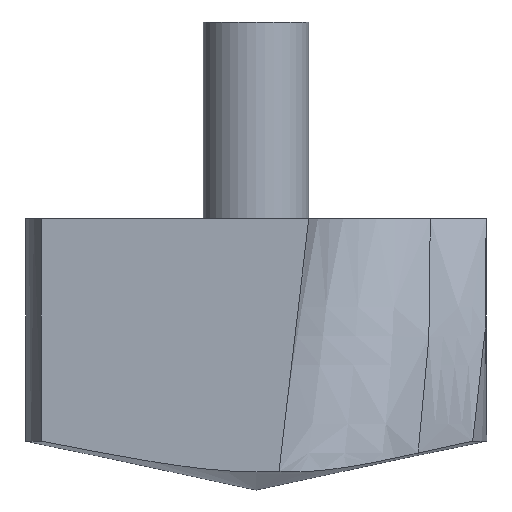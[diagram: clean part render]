
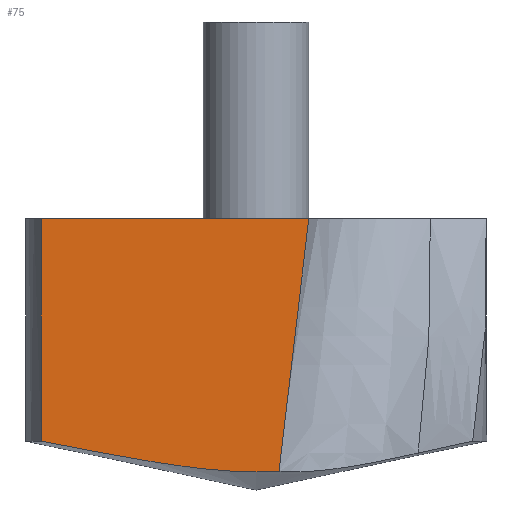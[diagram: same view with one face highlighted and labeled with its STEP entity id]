
A CAD part, front view. The second image highlights one B-rep face of the part: STEP entity #75.
In plain terms, the highlighted planar face has unit normal (0, -1, 0).
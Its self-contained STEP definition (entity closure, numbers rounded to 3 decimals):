
#49=FACE_OUTER_BOUND('',#90,.T.);
#53=PLANE('',#255);
#58=LINE('',#376,#62);
#60=LINE('',#1011,#64);
#62=VECTOR('',#276,1.);
#64=VECTOR('',#284,1.);
#75=ADVANCED_FACE('',(#49),#53,.T.);
#90=EDGE_LOOP('',(#142,#143,#144,#145));
#142=ORIENTED_EDGE('',*,*,#171,.T.);
#143=ORIENTED_EDGE('',*,*,#154,.T.);
#144=ORIENTED_EDGE('',*,*,#173,.T.);
#145=ORIENTED_EDGE('',*,*,#163,.T.);
#154=EDGE_CURVE('',#189,#188,#228,.T.);
#163=EDGE_CURVE('',#198,#197,#58,.T.);
#171=EDGE_CURVE('',#197,#189,#60,.T.);
#173=EDGE_CURVE('',#188,#198,#237,.T.);
#188=VERTEX_POINT('',#334);
#189=VERTEX_POINT('',#341);
#197=VERTEX_POINT('',#375);
#198=VERTEX_POINT('',#377);
#228=B_SPLINE_CURVE_WITH_KNOTS('',3,(#335,#336,#337,#338,#339,#340),
 .UNSPECIFIED.,.F.,.F.,(4,2,4),(0.,0.5,1.),.UNSPECIFIED.);
#237=B_SPLINE_CURVE_WITH_KNOTS('',3,(#1017,#1018,#1019,#1020),
 .UNSPECIFIED.,.F.,.F.,(4,4),(0.,1.),.UNSPECIFIED.);
#255=AXIS2_PLACEMENT_3D('',#2161,#293,#294);
#276=DIRECTION('',(-1.,0.,0.));
#284=DIRECTION('',(0.,0.,-1.));
#293=DIRECTION('',(0.,-1.,0.));
#294=DIRECTION('',(0.,0.,-1.));
#334=CARTESIAN_POINT('',(0.804,-2.985,-8.846));
#335=CARTESIAN_POINT('',(-7.53,-2.985,-7.787));
#336=CARTESIAN_POINT('',(-6.153,-2.985,-8.058));
#337=CARTESIAN_POINT('',(-4.775,-2.985,-8.325));
#338=CARTESIAN_POINT('',(-2.007,-2.985,-8.764));
#339=CARTESIAN_POINT('',(-0.599,-2.985,-8.924));
#340=CARTESIAN_POINT('',(0.804,-2.985,-8.846));
#341=CARTESIAN_POINT('',(-7.53,-2.985,-7.787));
#375=CARTESIAN_POINT('',(-7.53,-2.985,0.));
#376=CARTESIAN_POINT('',(1.85,-2.985,0.));
#377=CARTESIAN_POINT('',(1.849,-2.985,0.));
#1011=CARTESIAN_POINT('',(-7.53,-2.985,0.));
#1017=CARTESIAN_POINT('',(0.804,-2.985,-8.846));
#1018=CARTESIAN_POINT('',(1.111,-2.985,-5.893));
#1019=CARTESIAN_POINT('',(1.442,-2.985,-2.941));
#1020=CARTESIAN_POINT('',(1.849,-2.985,0.));
#2161=CARTESIAN_POINT('',(0.,-2.985,0.));
